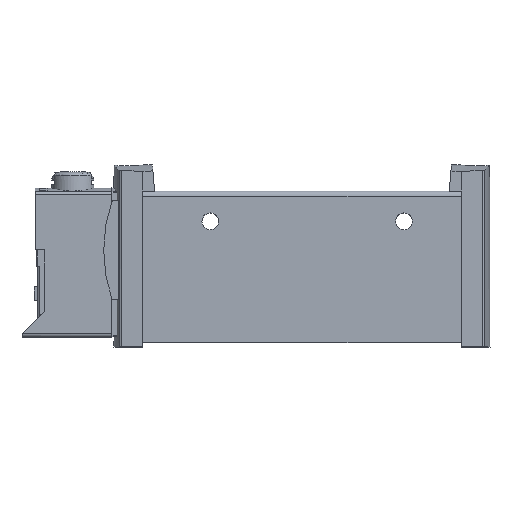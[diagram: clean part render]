
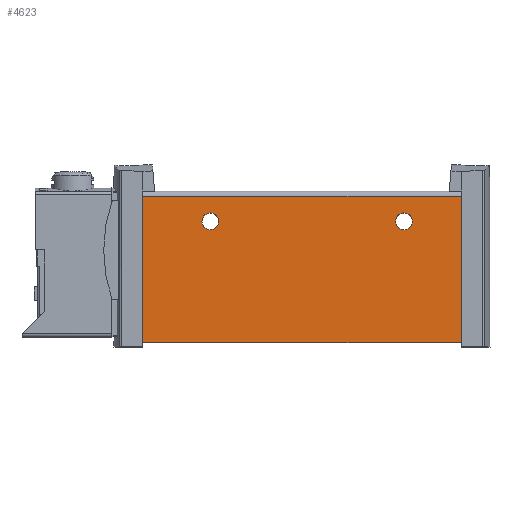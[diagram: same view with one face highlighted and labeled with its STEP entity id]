
A CAD part, top view. The second image highlights one B-rep face of the part: STEP entity #4623.
In plain terms, the highlighted planar face has unit normal (0, 0, 1).
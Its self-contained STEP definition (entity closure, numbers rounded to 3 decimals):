
#78=PLANE('',#5010);
#389=LINE('',#7419,#839);
#392=LINE('',#7429,#842);
#393=LINE('',#7431,#843);
#394=LINE('',#7433,#844);
#839=VECTOR('',#5791,1000.);
#842=VECTOR('',#5802,1000.);
#843=VECTOR('',#5803,1000.);
#844=VECTOR('',#5804,1000.);
#1208=CIRCLE('',#5011,1.6);
#1209=CIRCLE('',#5012,1.6);
#1685=ORIENTED_EDGE('',*,*,#2979,.F.);
#1686=ORIENTED_EDGE('',*,*,#2980,.F.);
#1687=ORIENTED_EDGE('',*,*,#2981,.T.);
#1688=ORIENTED_EDGE('',*,*,#2982,.F.);
#1689=ORIENTED_EDGE('',*,*,#2983,.F.);
#1690=ORIENTED_EDGE('',*,*,#2975,.T.);
#2975=EDGE_CURVE('',#3611,#3610,#389,.T.);
#2979=EDGE_CURVE('',#3612,#3612,#1208,.T.);
#2980=EDGE_CURVE('',#3613,#3613,#1209,.T.);
#2981=EDGE_CURVE('',#3610,#3614,#392,.T.);
#2982=EDGE_CURVE('',#3615,#3614,#393,.T.);
#2983=EDGE_CURVE('',#3611,#3615,#394,.T.);
#3610=VERTEX_POINT('',#7418);
#3611=VERTEX_POINT('',#7420);
#3612=VERTEX_POINT('',#7426);
#3613=VERTEX_POINT('',#7428);
#3614=VERTEX_POINT('',#7430);
#3615=VERTEX_POINT('',#7432);
#3913=EDGE_LOOP('',(#1685));
#3914=EDGE_LOOP('',(#1686));
#3915=EDGE_LOOP('',(#1687,#1688,#1689,#1690));
#4242=FACE_BOUND('',#3913,.T.);
#4243=FACE_BOUND('',#3914,.T.);
#4244=FACE_BOUND('',#3915,.T.);
#4623=ADVANCED_FACE('',(#4242,#4243,#4244),#78,.F.);
#5010=AXIS2_PLACEMENT_3D('',#7424,#5796,#5797);
#5011=AXIS2_PLACEMENT_3D('',#7425,#5798,#5799);
#5012=AXIS2_PLACEMENT_3D('',#7427,#5800,#5801);
#5791=DIRECTION('',(-1.,0.,0.));
#5796=DIRECTION('',(0.,0.,-1.));
#5797=DIRECTION('',(-1.,0.,0.));
#5798=DIRECTION('',(0.,0.,1.));
#5799=DIRECTION('',(1.,0.,0.));
#5800=DIRECTION('',(0.,0.,1.));
#5801=DIRECTION('',(1.,0.,0.));
#5802=DIRECTION('',(0.,-1.,0.));
#5803=DIRECTION('',(-1.,0.,0.));
#5804=DIRECTION('',(0.,-1.,0.));
#7418=CARTESIAN_POINT('',(-30.45,28.,7.2));
#7419=CARTESIAN_POINT('',(30.45,28.,7.2));
#7420=CARTESIAN_POINT('',(30.45,28.,7.2));
#7424=CARTESIAN_POINT('',(30.45,28.,7.2));
#7425=CARTESIAN_POINT('',(-17.5,23.2,7.2));
#7426=CARTESIAN_POINT('',(-15.9,23.2,7.2));
#7427=CARTESIAN_POINT('',(19.5,23.2,7.2));
#7428=CARTESIAN_POINT('',(21.1,23.2,7.2));
#7429=CARTESIAN_POINT('',(-30.45,28.,7.2));
#7430=CARTESIAN_POINT('',(-30.45,0.,7.2));
#7431=CARTESIAN_POINT('',(30.45,0.,7.2));
#7432=CARTESIAN_POINT('',(30.45,0.,7.2));
#7433=CARTESIAN_POINT('',(30.45,28.,7.2));
